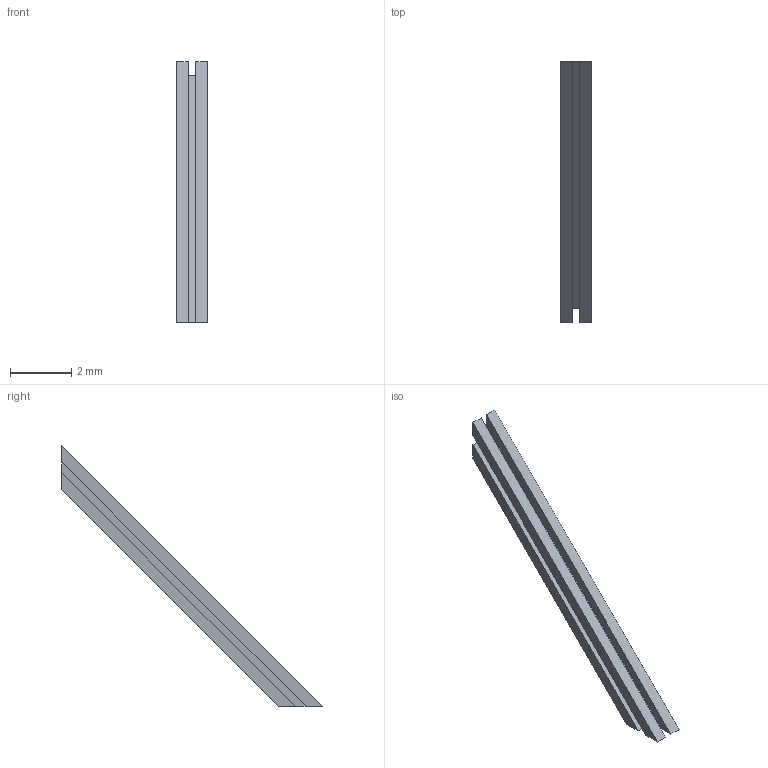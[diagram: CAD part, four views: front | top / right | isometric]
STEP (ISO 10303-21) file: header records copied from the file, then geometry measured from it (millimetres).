
FILE_DESCRIPTION((''),'2;1');
FILE_NAME('10SP1805.stp','2015-07-14T09:48:30',(''),(''),'Mechanical Desktop 2011','Mechanical Desktop 2011',', , ');
FILE_SCHEMA(('CONFIG_CONTROL_DESIGN'));
Length unit declared in the file: millimetre
Products named in the file (1): Product
Bounding box: 1 x 8.49 x 8.49 mm (x, y, z)
Volume: 7.5 mm3; surface area: 73.8 mm2
Topology: 1 solids, 1 shells, 22 faces, 60 edges, 40 vertices
Faces by surface type: plane 22
Entity records: 779 total; most frequent: CARTESIAN_POINT 123, ORIENTED_EDGE 120, DIRECTION 106, VECTOR 60, LINE 60, EDGE_CURVE 60, VERTEX_POINT 40, AXIS2_PLACEMENT_3D 23
